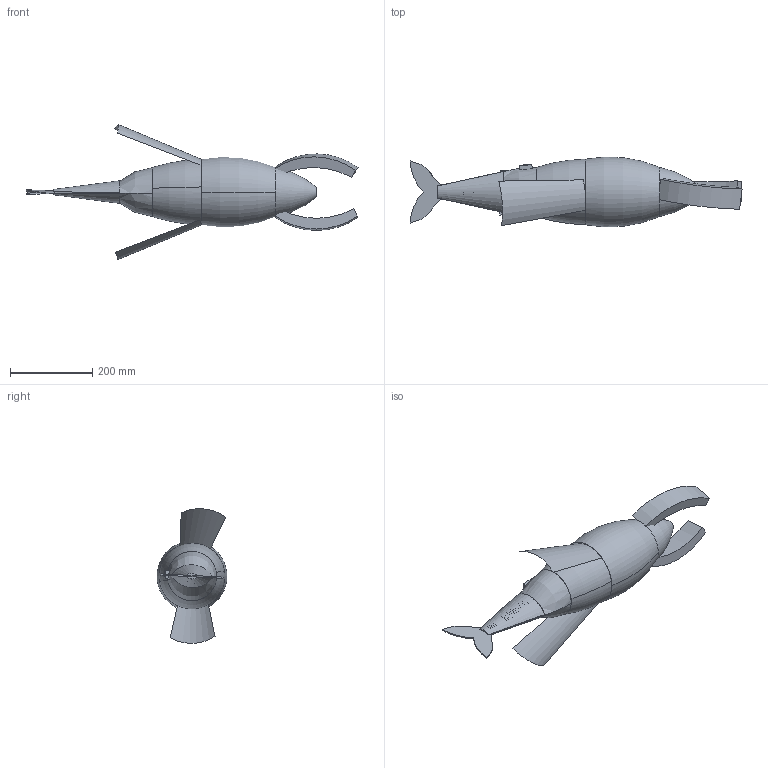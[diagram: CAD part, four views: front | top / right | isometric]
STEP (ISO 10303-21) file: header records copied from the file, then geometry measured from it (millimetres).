
FILE_DESCRIPTION (( 'STEP AP214' ), '1' );
FILE_NAME ('biognosis_fish.STEP', '2023-02-15T12:23:09', ( '' ), ( '' ), 'SwSTEP 2.0', 'SolidWorks 2022', '' );
FILE_SCHEMA (( 'AUTOMOTIVE_DESIGN' ));
Length unit declared in the file: millimetre
Products named in the file (11): biognosis_fish; fins; gripper; Front_part_camera; piezo; tailfin1; fin1; complete tail; piezo_element_part_tank; attachment; middle_SMP_muscle
Assembly tree (13 placements, depth 3):
  biognosis_fish
    Front_part_camera
    middle_SMP_muscle
    piezo_element_part_tank
    complete tail
      tailfin1  x2
      fin1
    attachment
    fins  x2
    gripper  x2
    piezo
Bounding box: 809.04 x 170.46 x 328.47 mm (x, y, z)
Volume: 2902961.6 mm3; surface area: 681909.5 mm2
Topology: 10 solids, 12 shells, 402 faces, 1131 edges, 756 vertices
Faces by surface type: plane 279, cylinder 105, torus 12, bspline 6
Entity records: 7918 total; most frequent: CARTESIAN_POINT 1665, DIRECTION 1239, ORIENTED_EDGE 1214, EDGE_CURVE 609, VECTOR 453, LINE 453, VERTEX_POINT 407, AXIS2_PLACEMENT_3D 393
